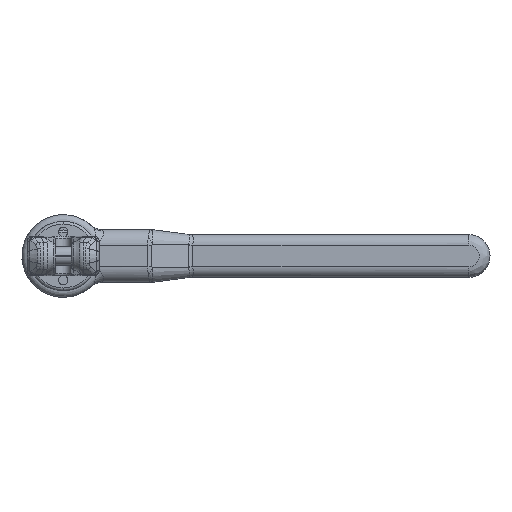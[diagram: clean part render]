
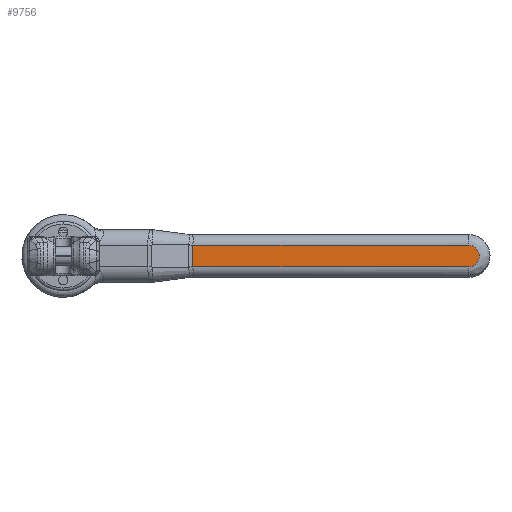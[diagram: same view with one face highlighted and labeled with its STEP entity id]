
A CAD part, left-side view. The second image highlights one B-rep face of the part: STEP entity #9756.
In plain terms, the highlighted face is planar.
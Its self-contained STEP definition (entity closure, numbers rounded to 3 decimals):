
#7784=DIRECTION('',(0.,1.,0.));
#7785=VECTOR('',#7784,16.);
#7786=CARTESIAN_POINT('',(97.089,-8.,9.));
#7787=LINE('',#7786,#7785);
#7788=DIRECTION('',(1.,0.,0.));
#7789=VECTOR('',#7788,206.911);
#7790=CARTESIAN_POINT('',(97.089,8.,9.));
#7791=LINE('',#7790,#7789);
#7792=CARTESIAN_POINT('',(304.,0.,9.));
#7793=DIRECTION('',(0.,0.,-1.));
#7794=DIRECTION('',(0.,1.,0.));
#7795=AXIS2_PLACEMENT_3D('',#7792,#7793,#7794);
#7797=DIRECTION('',(-1.,0.,0.));
#7798=VECTOR('',#7797,206.911);
#7799=CARTESIAN_POINT('',(304.,-8.,9.));
#7800=LINE('',#7799,#7798);
#7807=CARTESIAN_POINT('',(97.089,8.,9.));
#8400=CARTESIAN_POINT('',(304.,8.,9.));
#8401=CARTESIAN_POINT('',(304.,-8.,9.));
#8402=VERTEX_POINT('',#8400);
#8403=VERTEX_POINT('',#8401);
#8410=VERTEX_POINT('',#7807);
#8412=CARTESIAN_POINT('',(97.089,-8.,9.));
#8413=VERTEX_POINT('',#8412);
#9743=CARTESIAN_POINT('',(320.,-50.,9.));
#9744=DIRECTION('',(0.,0.,-1.));
#9745=DIRECTION('',(-1.,0.,0.));
#9746=AXIS2_PLACEMENT_3D('',#9743,#9744,#9745);
#9747=PLANE('',#9746);
#9748=ORIENTED_EDGE('',*,*,#9734,.T.);
#9750=ORIENTED_EDGE('',*,*,#9749,.T.);
#9752=ORIENTED_EDGE('',*,*,#9751,.T.);
#9753=ORIENTED_EDGE('',*,*,#9689,.T.);
#9754=EDGE_LOOP('',(#9748,#9750,#9752,#9753));
#9755=FACE_OUTER_BOUND('',#9754,.F.);
#9756=ADVANCED_FACE('',(#9755),#9747,.F.);
#7796=CIRCLE('',#7795,8.);
#9689=EDGE_CURVE('',#8403,#8413,#7800,.T.);
#9734=EDGE_CURVE('',#8413,#8410,#7787,.T.);
#9749=EDGE_CURVE('',#8410,#8402,#7791,.T.);
#9751=EDGE_CURVE('',#8402,#8403,#7796,.T.);
